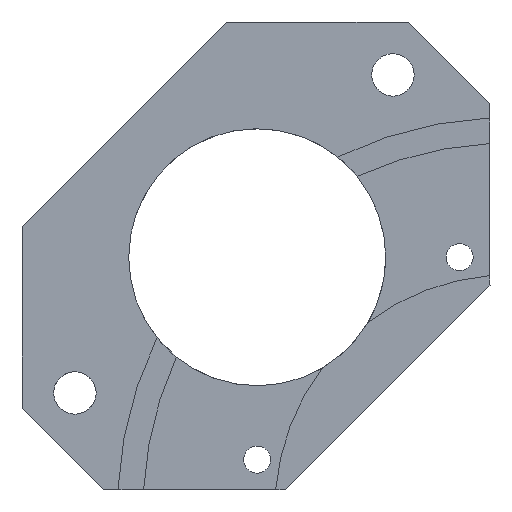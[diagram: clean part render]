
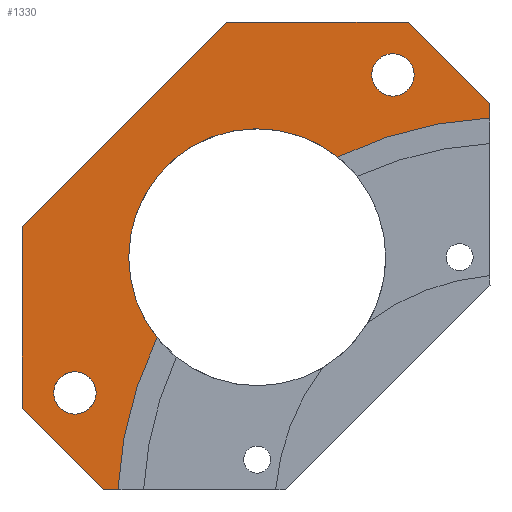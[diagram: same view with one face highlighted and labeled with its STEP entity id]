
A CAD part, front view. The second image highlights one B-rep face of the part: STEP entity #1330.
In plain terms, the highlighted planar face has unit normal (0, -1, 0).
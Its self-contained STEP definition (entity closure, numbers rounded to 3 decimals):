
#10=CARTESIAN_POINT('',(-365.448,444.2,
4291.789));
#20=DIRECTION('',(-0.,1.,0.));
#30=DIRECTION('',(1.,0.,0.));
#40=AXIS2_PLACEMENT_3D('',#10,#20,#30);
#50=PLANE('',#40);
#60=CARTESIAN_POINT('',(-356.485,444.2,
4307.617));
#70=DIRECTION('',(0.,1.,0.));
#80=DIRECTION('',(1.,0.,0.));
#90=AXIS2_PLACEMENT_3D('',#60,#70,#80);
#100=CIRCLE('',#90,3.3);
#110=CARTESIAN_POINT('',(-353.185,444.2,
4307.617));
#120=VERTEX_POINT('',#110);
#130=CARTESIAN_POINT('',(-359.785,444.2,
4307.617));
#140=VERTEX_POINT('',#130);
#150=EDGE_CURVE('',#120,#140,#100,.T.);
#160=ORIENTED_EDGE('',*,*,#150,.T.);
#170=CARTESIAN_POINT('',(-358.68,444.2,
4310.081));
#180=VERTEX_POINT('',#170);
#190=EDGE_CURVE('',#180,#120,#100,.T.);
#200=ORIENTED_EDGE('',*,*,#190,.T.);
#210=EDGE_CURVE('',#140,#180,#100,.T.);
#220=ORIENTED_EDGE('',*,*,#210,.T.);
#230=EDGE_LOOP('',(#220,#200,#160));
#240=FACE_BOUND('',#230,.T.);
#250=CARTESIAN_POINT('',(-306.987,444.2,
4357.115));
#260=DIRECTION('',(0.,1.,0.));
#270=DIRECTION('',(1.,0.,0.));
#280=AXIS2_PLACEMENT_3D('',#250,#260,#270);
#290=CIRCLE('',#280,3.3);
#300=CARTESIAN_POINT('',(-303.687,444.2,
4357.115));
#310=VERTEX_POINT('',#300);
#320=CARTESIAN_POINT('',(-310.287,444.2,
4357.115));
#330=VERTEX_POINT('',#320);
#340=EDGE_CURVE('',#310,#330,#290,.T.);
#350=ORIENTED_EDGE('',*,*,#340,.T.);
#360=CARTESIAN_POINT('',(-309.183,444.2,
4359.579));
#370=VERTEX_POINT('',#360);
#380=EDGE_CURVE('',#370,#310,#290,.T.);
#390=ORIENTED_EDGE('',*,*,#380,.T.);
#400=EDGE_CURVE('',#330,#370,#290,.T.);
#410=ORIENTED_EDGE('',*,*,#400,.T.);
#420=EDGE_LOOP('',(#410,#390,#350));
#430=FACE_BOUND('',#420,.T.);
#440=CARTESIAN_POINT('',(-328.114,444.2,
4328.744));
#450=DIRECTION('',(0.,1.,0.));
#460=DIRECTION('',(1.,0.,0.));
#470=AXIS2_PLACEMENT_3D('',#440,#450,#460);
#480=CIRCLE('',#470,20.);
#490=CARTESIAN_POINT('',(-343.707,444.2,
4316.219));
#500=VERTEX_POINT('',#490);
#510=CARTESIAN_POINT('',(-348.114,444.2,
4328.744));
#520=VERTEX_POINT('',#510);
#530=EDGE_CURVE('',#500,#520,#480,.T.);
#540=ORIENTED_EDGE('',*,*,#530,.T.);
#550=CARTESIAN_POINT('',(-288.87,444.2,
4289.5));
#560=DIRECTION('',(0.,1.,0.));
#570=DIRECTION('',(-1.,0.,0.));
#580=AXIS2_PLACEMENT_3D('',#550,#560,#570);
#590=CIRCLE('',#580,61.);
#600=CARTESIAN_POINT('',(-349.795,444.2,
4292.517));
#610=VERTEX_POINT('',#600);
#620=EDGE_CURVE('',#610,#500,#590,.T.);
#630=ORIENTED_EDGE('',*,*,#620,.T.);
#640=CARTESIAN_POINT('',(0.,444.2,4292.517));
#650=DIRECTION('',(1.,0.,0.));
#660=VECTOR('',#650,1.);
#670=LINE('',#640,#660);
#680=CARTESIAN_POINT('',(-351.991,444.2,
4292.517));
#690=VERTEX_POINT('',#680);
#700=EDGE_CURVE('',#690,#610,#670,.T.);
#710=ORIENTED_EDGE('',*,*,#700,.T.);
#720=CARTESIAN_POINT('',(0.,444.2,3940.526));
#730=DIRECTION('',(0.707,0.,-0.707));
#740=VECTOR('',#730,1.);
#750=LINE('',#720,#740);
#760=CARTESIAN_POINT('',(-364.719,444.2,
4305.245));
#770=VERTEX_POINT('',#760);
#780=EDGE_CURVE('',#770,#690,#750,.T.);
#790=ORIENTED_EDGE('',*,*,#780,.T.);
#800=CARTESIAN_POINT('',(-364.719,444.2,0.));
#810=DIRECTION('',(0.,0.,-1.));
#820=VECTOR('',#810,1.);
#830=LINE('',#800,#820);
#840=CARTESIAN_POINT('',(-364.719,444.2,
4333.529));
#850=VERTEX_POINT('',#840);
#860=EDGE_CURVE('',#850,#770,#830,.T.);
#870=ORIENTED_EDGE('',*,*,#860,.T.);
#880=CARTESIAN_POINT('',(-4698.249,444.2,0.));
#890=DIRECTION('',(-0.707,0.,-0.707));
#900=VECTOR('',#890,1.);
#910=LINE('',#880,#900);
#920=CARTESIAN_POINT('',(-332.899,444.2,
4365.349));
#930=VERTEX_POINT('',#920);
#940=EDGE_CURVE('',#930,#850,#910,.T.);
#950=ORIENTED_EDGE('',*,*,#940,.T.);
#960=CARTESIAN_POINT('',(0.,444.2,4365.349));
#970=DIRECTION('',(-1.,0.,0.));
#980=VECTOR('',#970,1.);
#990=LINE('',#960,#980);
#1000=CARTESIAN_POINT('',(-304.615,444.2,
4365.349));
#1010=VERTEX_POINT('',#1000);
#1020=EDGE_CURVE('',#1010,#930,#990,.T.);
#1030=ORIENTED_EDGE('',*,*,#1020,.T.);
#1040=CARTESIAN_POINT('',(0.,444.2,4060.734));
#1050=DIRECTION('',(-0.707,0.,0.707));
#1060=VECTOR('',#1050,1.);
#1070=LINE('',#1040,#1060);
#1080=CARTESIAN_POINT('',(-291.887,444.2,
4352.621));
#1090=VERTEX_POINT('',#1080);
#1100=EDGE_CURVE('',#1090,#1010,#1070,.T.);
#1110=ORIENTED_EDGE('',*,*,#1100,.T.);
#1120=CARTESIAN_POINT('',(-291.887,444.2,0.));
#1130=DIRECTION('',(0.,0.,1.));
#1140=VECTOR('',#1130,1.);
#1150=LINE('',#1120,#1140);
#1160=CARTESIAN_POINT('',(-291.887,444.2,
4350.425));
#1170=VERTEX_POINT('',#1160);
#1180=EDGE_CURVE('',#1170,#1090,#1150,.T.);
#1190=ORIENTED_EDGE('',*,*,#1180,.T.);
#1200=CARTESIAN_POINT('',(-288.87,444.2,
4289.5));
#1210=DIRECTION('',(0.,1.,0.));
#1220=DIRECTION('',(-1.,0.,0.));
#1230=AXIS2_PLACEMENT_3D('',#1200,#1210,#1220);
#1240=CIRCLE('',#1230,61.);
#1250=CARTESIAN_POINT('',(-315.589,444.2,
4344.337));
#1260=VERTEX_POINT('',#1250);
#1270=EDGE_CURVE('',#1260,#1170,#1240,.T.);
#1280=ORIENTED_EDGE('',*,*,#1270,.T.);
#1290=EDGE_CURVE('',#520,#1260,#480,.T.);
#1300=ORIENTED_EDGE('',*,*,#1290,.T.);
#1310=EDGE_LOOP('',(#1300,#1280,#1190,#1110,#1030,#950,#870,#790,#710,
#630,#540));
#1320=FACE_OUTER_BOUND('',#1310,.T.);
#1330=ADVANCED_FACE('',(#240,#430,#1320),#50,.F.);
